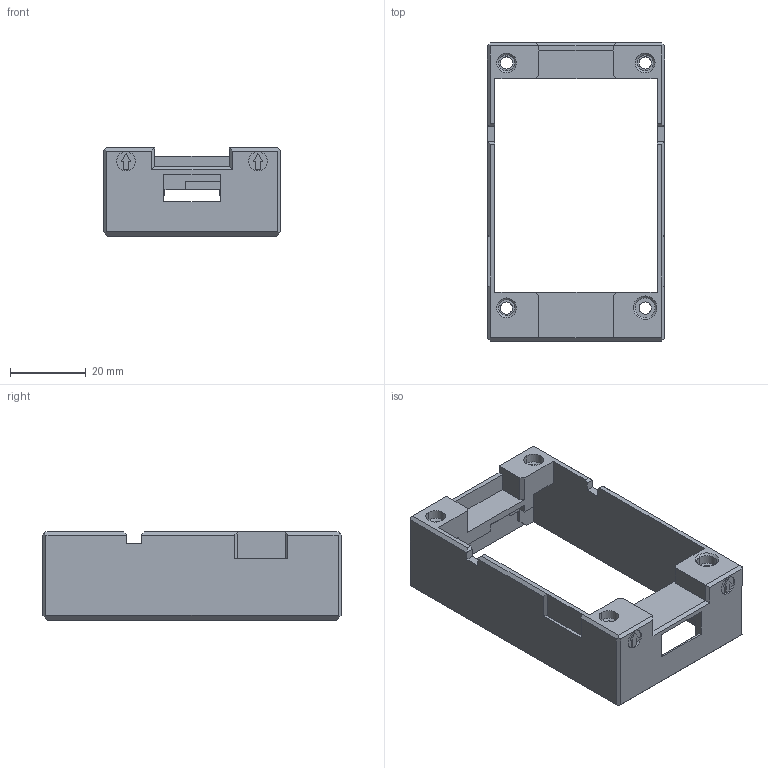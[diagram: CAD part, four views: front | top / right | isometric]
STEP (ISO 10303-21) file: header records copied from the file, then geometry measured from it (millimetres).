
FILE_DESCRIPTION (( 'STEP AP214' ), '1' );
FILE_NAME ('3inchScreen-ATK-RK3506B-Case-V1.2-20250714.STEP', '2025-07-14T14:16:38', ( '' ), ( '' ), 'SwSTEP 2.0', 'SolidWorks 2018', '' );
FILE_SCHEMA (( 'AUTOMOTIVE_DESIGN' ));
Length unit declared in the file: millimetre
Products named in the file (1): 3inchScreen-ATK-RK3506B-Case-V1.2-20250714
Bounding box: 46.76 x 78.53 x 23.2 mm (x, y, z)
Volume: 14464.9 mm3; surface area: 13258.3 mm2
Topology: 1 solids, 1 shells, 233 faces, 627 edges, 405 vertices
Faces by surface type: plane 180, cylinder 26, bspline 16, cone 11
Entity records: 7737 total; most frequent: CARTESIAN_POINT 1898, ORIENTED_EDGE 1254, DIRECTION 1097, EDGE_CURVE 627, VECTOR 529, LINE 529, VERTEX_POINT 405, AXIS2_PLACEMENT_3D 284
